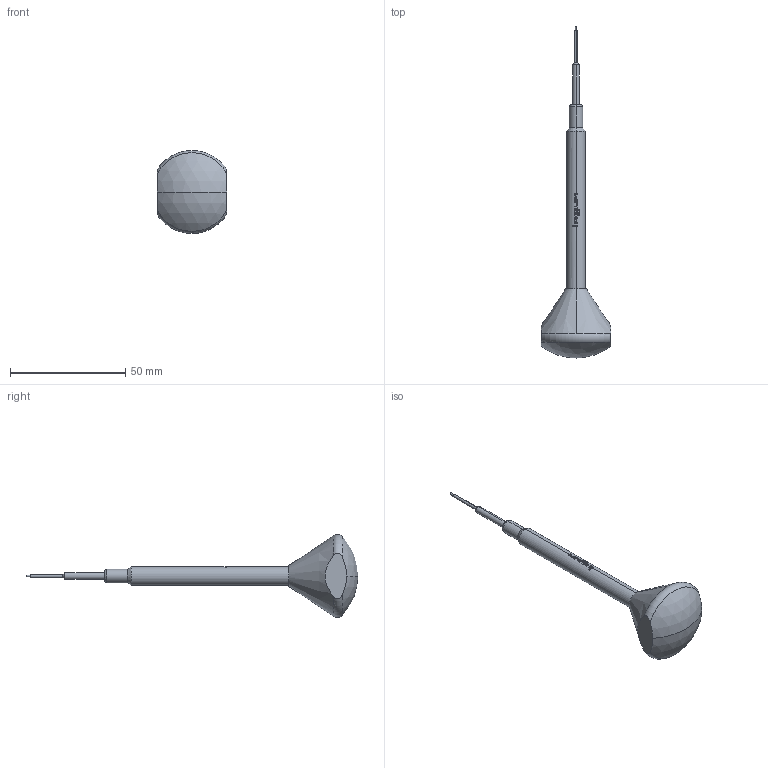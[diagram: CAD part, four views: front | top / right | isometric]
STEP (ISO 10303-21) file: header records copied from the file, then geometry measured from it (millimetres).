
FILE_DESCRIPTION (( 'STEP AP203' ), '1' );
FILE_NAME ('INGUN_SW-KS-081.STEP', '2022-05-19T07:41:22', ( 'ochi' ), ( '' ), 'SwSTEP 2.0', 'SolidWorks 2018', '' );
FILE_SCHEMA (( 'CONFIG_CONTROL_DESIGN' ));
Length unit declared in the file: millimetre
Products named in the file (1): INGUN_SW-KS-081
Bounding box: 30 x 144 x 36 mm (x, y, z)
Volume: 18812.2 mm3; surface area: 5282.6 mm2
Topology: 1 solids, 1 shells, 105 faces, 283 edges, 184 vertices
Faces by surface type: plane 46, bspline 22, cylinder 20, cone 8, torus 7, sphere 2
Entity records: 3796 total; most frequent: CARTESIAN_POINT 1233, ORIENTED_EDGE 566, DIRECTION 463, EDGE_CURVE 283, AXIS2_PLACEMENT_3D 188, VERTEX_POINT 184, EDGE_LOOP 109, FACE_OUTER_BOUND 105
